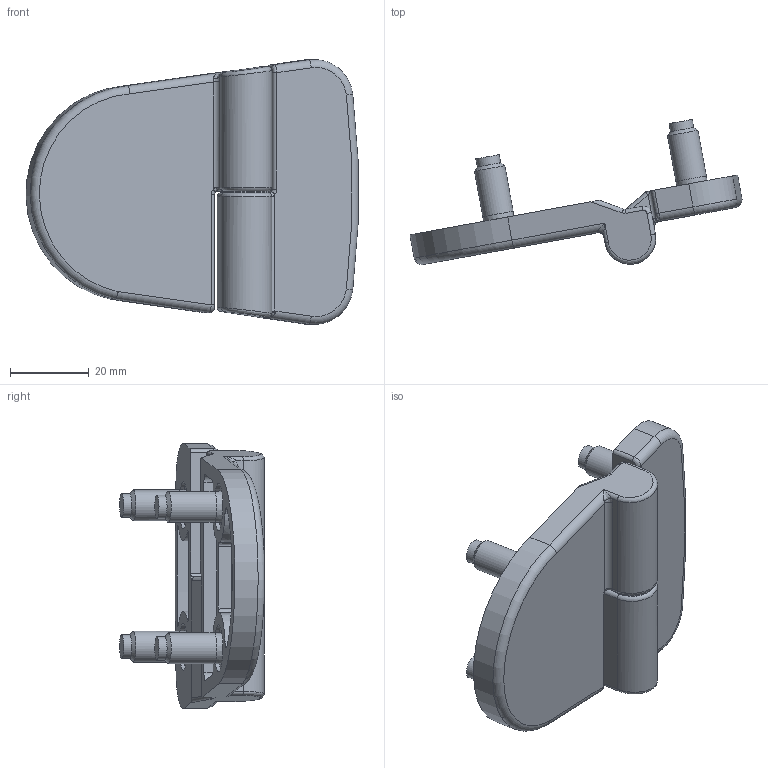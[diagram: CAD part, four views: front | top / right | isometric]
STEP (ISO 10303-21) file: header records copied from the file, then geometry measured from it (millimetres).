
FILE_DESCRIPTION(('STEP AP203'),'1');
FILE_NAME('1499.1.2.001.step','2014-03-03T08:51:00',(' '),(' '),'Spatial InterOp 3D',' ',' ');
FILE_SCHEMA(('CONFIG_CONTROL_DESIGN'));
Length unit declared in the file: millimetre
Products named in the file (4): 1; 2; 3; 4
Bounding box: 84.55 x 36.92 x 67.43 mm (x, y, z)
Volume: 37492.2 mm3; surface area: 18249.6 mm2
Topology: 4 solids, 4 shells, 269 faces, 633 edges, 393 vertices
Faces by surface type: plane 85, cylinder 80, bspline 38, torus 22, cone 20, extrusion 20, sphere 4
Full cylindrical faces by diameter (mm): 6 x6, 6.2 x2, 6.5 x1, 7.85 x4, 11.3 x1, 12 x4
Entity records: 13262 total; most frequent: CARTESIAN_POINT 7287, DIRECTION 1178, ORIENTED_EDGE 1176, EDGE_CURVE 588, AXIS2_PLACEMENT_3D 461, VERTEX_POINT 380, EDGE_LOOP 324, FACE_OUTER_BOUND 287
